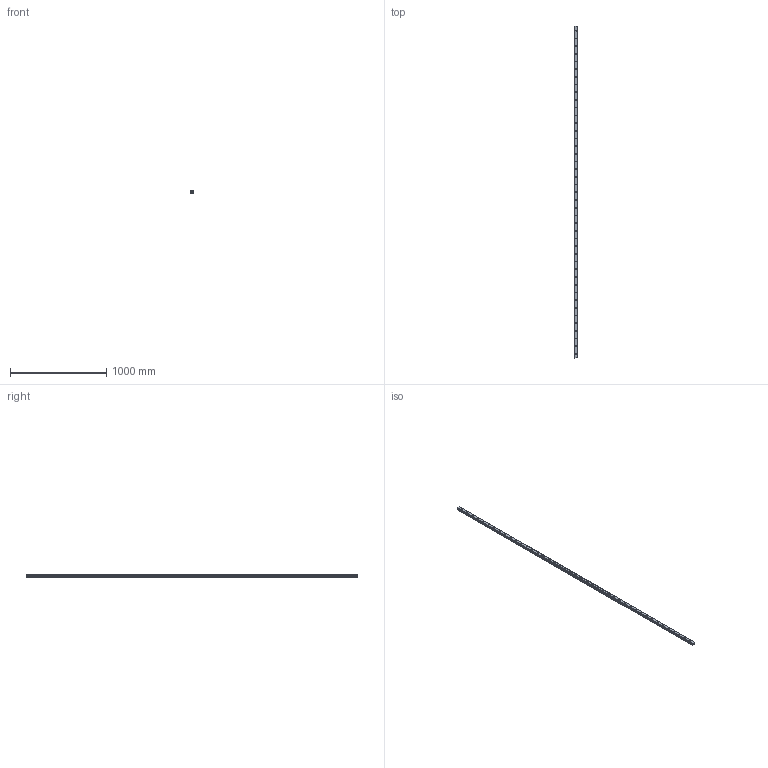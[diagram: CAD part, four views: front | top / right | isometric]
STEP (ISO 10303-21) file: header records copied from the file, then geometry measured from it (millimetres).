
FILE_DESCRIPTION(('STEP AP214'),'1');
FILE_NAME('cctmp_1E9FED60-278F-43AF-81D4-A6166BFAAE1E_2021_02_17_13_07_52_0096..stp','2021-02-17T12:07:52',('HIWIN GmbH'),('CADClick - www.CADClick.com'),'Spatial InterOp 3D',' ','unknown authorization');
FILE_SCHEMA(('AUTOMOTIVE_DESIGN'));
Length unit declared in the file: millimetre
Products named in the file (1): EGR35R3450C_FILE
Bounding box: 34 x 3450 x 27.5 mm (x, y, z)
Volume: 2716925.9 mm3; surface area: 483090.3 mm2
Topology: 1 solids, 1 shells, 494 faces, 1077 edges, 718 vertices
Faces by surface type: cylinder 276, plane 218
Entity records: 17729 total; most frequent: DIRECTION 2619, CARTESIAN_POINT 2290, ORIENTED_EDGE 2154, EDGE_CURVE 1077, AXIS2_PLACEMENT_3D 1047, VERTEX_POINT 718, EDGE_LOOP 627, CIRCLE 552
